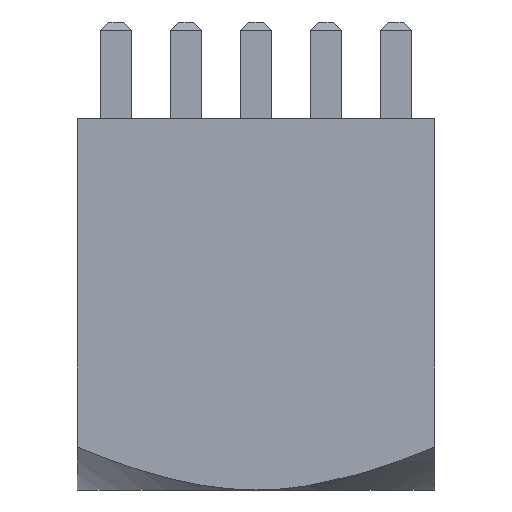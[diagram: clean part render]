
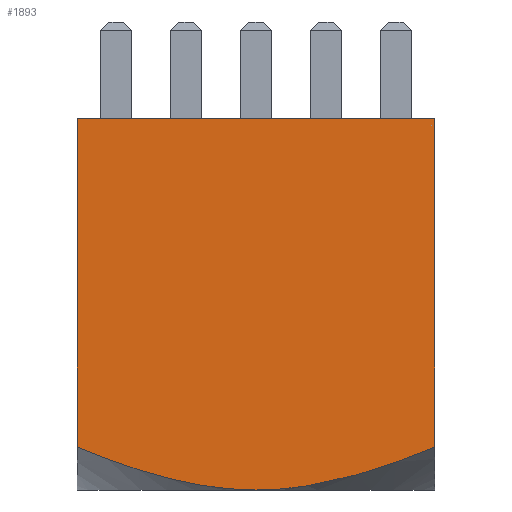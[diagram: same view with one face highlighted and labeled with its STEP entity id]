
A CAD part, left-side view. The second image highlights one B-rep face of the part: STEP entity #1893.
In plain terms, the highlighted planar face has unit normal (-1, 0, 0).
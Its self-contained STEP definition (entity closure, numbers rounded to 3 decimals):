
#381 = EDGE_LOOP ( 'NONE', ( #547, #546, #552, #551, #543 ) ) ;
#543 = ORIENTED_EDGE ( 'NONE', *, *, #1905, .F. ) ;
#546 = ORIENTED_EDGE ( 'NONE', *, *, #1904, .F. ) ;
#547 = ORIENTED_EDGE ( 'NONE', *, *, #1897, .F. ) ;
#551 = ORIENTED_EDGE ( 'NONE', *, *, #1898, .T. ) ;
#552 = ORIENTED_EDGE ( 'NONE', *, *, #1907, .F. ) ;
#1025 = VERTEX_POINT ( 'NONE', #6349 ) ;
#1027 = VERTEX_POINT ( 'NONE', #6351 ) ;
#1028 = VERTEX_POINT ( 'NONE', #6352 ) ;
#1031 = VERTEX_POINT ( 'NONE', #6355 ) ;
#1893 = ADVANCED_FACE ( 'NONE', ( #2392 ), #2393, .F. ) ;
#1897 = EDGE_CURVE ( 'NONE', #1025, #3808, #4094, .T. ) ;
#1898 = EDGE_CURVE ( 'NONE', #1028, #1031, #2413, .T. ) ;
#1904 = EDGE_CURVE ( 'NONE', #1027, #1025, #2435, .T. ) ;
#1905 = EDGE_CURVE ( 'NONE', #3808, #1031, #4098, .T. ) ;
#1907 = EDGE_CURVE ( 'NONE', #1028, #1027, #2460, .T. ) ;
#2390 = CARTESIAN_POINT ( 'NONE',  ( -6.5, -6.5, 13.5 ) ) ;
#2392 = FACE_OUTER_BOUND ( 'NONE', #381, .T. ) ;
#2393 = PLANE ( 'NONE',  #2929 ) ;
#2396 = DIRECTION ( 'NONE',  ( 1., 0., 0. ) ) ;
#2397 = DIRECTION ( 'NONE',  ( 0., 0., -1. ) ) ;
#2410 = CARTESIAN_POINT ( 'NONE',  ( -6.5, -5.462, 1.131 ) ) ;
#2411 = CARTESIAN_POINT ( 'NONE',  ( -6.5, -6.5, 1.554 ) ) ;
#2412 = CARTESIAN_POINT ( 'NONE',  ( -6.5, 6.5, 13.5 ) ) ;
#2413 = LINE ( 'NONE', #2412, #2947 ) ;
#2414 = CARTESIAN_POINT ( 'NONE',  ( -6.5, -4.401, 0.745 ) ) ;
#2415 = CARTESIAN_POINT ( 'NONE',  ( -6.5, -2.78, 0.319 ) ) ;
#2416 = CARTESIAN_POINT ( 'NONE',  ( -6.5, -2.234, 0.203 ) ) ;
#2417 = CARTESIAN_POINT ( 'NONE',  ( -6.5, -1.404, 0.083 ) ) ;
#2418 = CARTESIAN_POINT ( 'NONE',  ( -6.5, -1.125, 0.052 ) ) ;
#2419 = CARTESIAN_POINT ( 'NONE',  ( -6.5, -0.563, 0.011 ) ) ;
#2420 = CARTESIAN_POINT ( 'NONE',  ( -6.5, -0.28, 0. ) ) ;
#2421 = CARTESIAN_POINT ( 'NONE',  ( -6.5, 0., 0. ) ) ;
#2423 = DIRECTION ( 'NONE',  ( 0., 0., -1. ) ) ;
#2435 = LINE ( 'NONE', #2448, #2857 ) ;
#2445 = CARTESIAN_POINT ( 'NONE',  ( -6.5, 1.128, 0. ) ) ;
#2448 = CARTESIAN_POINT ( 'NONE',  ( -6.5, -6.5, 13.5 ) ) ;
#2449 = CARTESIAN_POINT ( 'NONE',  ( -6.5, 0., 0. ) ) ;
#2450 = DIRECTION ( 'NONE',  ( 0., 0., -1. ) ) ;
#2452 = CARTESIAN_POINT ( 'NONE',  ( -6.5, 2.229, 0.175 ) ) ;
#2453 = CARTESIAN_POINT ( 'NONE',  ( -6.5, 3.853, 0.601 ) ) ;
#2454 = CARTESIAN_POINT ( 'NONE',  ( -6.5, 4.391, 0.769 ) ) ;
#2455 = CARTESIAN_POINT ( 'NONE',  ( -6.5, 5.456, 1.141 ) ) ;
#2456 = CARTESIAN_POINT ( 'NONE',  ( -6.5, 5.981, 1.342 ) ) ;
#2457 = CARTESIAN_POINT ( 'NONE',  ( -6.5, 6.5, 1.554 ) ) ;
#2460 = LINE ( 'NONE', #3286, #2852 ) ;
#2852 = VECTOR ( 'NONE', #4142, 1000. ) ;
#2857 = VECTOR ( 'NONE', #2450, 1000. ) ;
#2929 = AXIS2_PLACEMENT_3D ( 'NONE', #2390, #2396, #2397 ) ;
#2947 = VECTOR ( 'NONE', #2423, 1000. ) ;
#3286 = CARTESIAN_POINT ( 'NONE',  ( -6.5, -6.5, 13.5 ) ) ;
#3808 = VERTEX_POINT ( 'NONE', #4595 ) ;
#4094 = B_SPLINE_CURVE_WITH_KNOTS ( 'NONE', 3,
 ( #2411, #2410, #2414, #2415, #2416, #2417, #2418, #2419, #2420, #2421 ),
 .UNSPECIFIED., .F., .F.,
 ( 4, 2, 2, 2, 4 ),
 ( 0.007, 0.01, 0.012, 0.013, 0.014 ),
 .UNSPECIFIED. ) ;
#4098 = B_SPLINE_CURVE_WITH_KNOTS ( 'NONE', 3,
 ( #2449, #2445, #2452, #2453, #2454, #2455, #2456, #2457 ),
 .UNSPECIFIED., .F., .F.,
 ( 4, 2, 2, 4 ),
 ( 0.014, 0.017, 0.019, 0.021 ),
 .UNSPECIFIED. ) ;
#4142 = DIRECTION ( 'NONE',  ( 0., -1., 0. ) ) ;
#4595 = CARTESIAN_POINT ( 'NONE',  ( -6.5, 0., 0. ) ) ;
#6349 = CARTESIAN_POINT ( 'NONE',  ( -6.5, -6.5, 1.554 ) ) ;
#6351 = CARTESIAN_POINT ( 'NONE',  ( -6.5, -6.5, 13.5 ) ) ;
#6352 = CARTESIAN_POINT ( 'NONE',  ( -6.5, 6.5, 13.5 ) ) ;
#6355 = CARTESIAN_POINT ( 'NONE',  ( -6.5, 6.5, 1.554 ) ) ;
